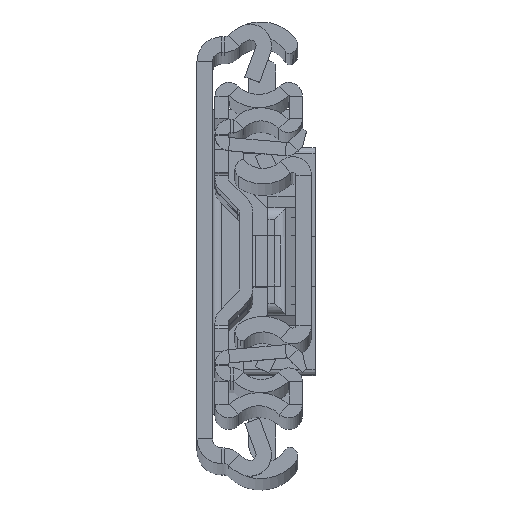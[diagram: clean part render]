
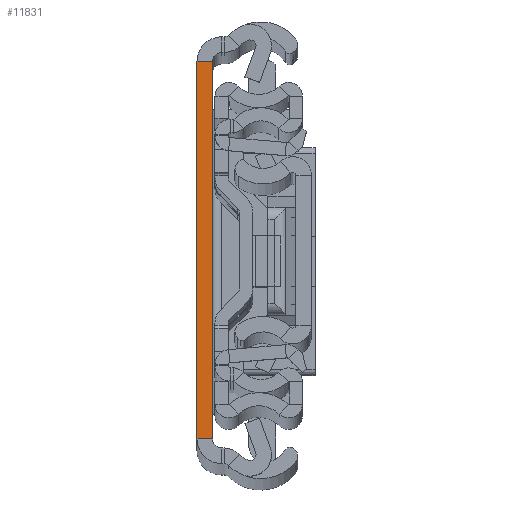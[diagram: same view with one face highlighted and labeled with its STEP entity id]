
A CAD part, top view. The second image highlights one B-rep face of the part: STEP entity #11831.
In plain terms, the highlighted planar face has unit normal (0, 0, 1).
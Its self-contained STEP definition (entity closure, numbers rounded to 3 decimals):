
#800 = DIRECTION ( 'NONE',  ( 0., 1., 0. ) ) ;
#822 = CARTESIAN_POINT ( 'NONE',  ( 2.6, -31.5, 0. ) ) ;
#1247 = PLANE ( 'NONE',  #17511 ) ;
#1529 = ORIENTED_EDGE ( 'NONE', *, *, #3088, .F. ) ;
#2369 = CARTESIAN_POINT ( 'NONE',  ( 2.6, 31.5, 0. ) ) ;
#2392 = LINE ( 'NONE', #5118, #9060 ) ;
#2606 = DIRECTION ( 'NONE',  ( 0., 0., -1. ) ) ;
#2830 = DIRECTION ( 'NONE',  ( 1., 0., 0. ) ) ;
#3088 = EDGE_CURVE ( 'NONE', #4950, #13544, #2392, .T. ) ;
#3403 = VECTOR ( 'NONE', #2830, 1000. ) ;
#3704 = CARTESIAN_POINT ( 'NONE',  ( 2.6, -31.5, 0. ) ) ;
#4089 = CARTESIAN_POINT ( 'NONE',  ( 2.6, -31.5, 0. ) ) ;
#4950 = VERTEX_POINT ( 'NONE', #8219 ) ;
#5118 = CARTESIAN_POINT ( 'NONE',  ( 0., -31.5, 0. ) ) ;
#6112 = EDGE_LOOP ( 'NONE', ( #8818, #1529, #12724, #15868 ) ) ;
#6189 = EDGE_CURVE ( 'NONE', #11080, #12988, #9040, .T. ) ;
#6510 = VECTOR ( 'NONE', #7871, 1000. ) ;
#6769 = DIRECTION ( 'NONE',  ( 0., 1., 0. ) ) ;
#7871 = DIRECTION ( 'NONE',  ( 1., 0., 0. ) ) ;
#8146 = EDGE_CURVE ( 'NONE', #13544, #12988, #9712, .T. ) ;
#8219 = CARTESIAN_POINT ( 'NONE',  ( 0., -31.5, 0. ) ) ;
#8275 = CARTESIAN_POINT ( 'NONE',  ( 2.6, 31.5, 0. ) ) ;
#8818 = ORIENTED_EDGE ( 'NONE', *, *, #8146, .F. ) ;
#9040 = LINE ( 'NONE', #10479, #10226 ) ;
#9060 = VECTOR ( 'NONE', #13665, 1000. ) ;
#9712 = LINE ( 'NONE', #8275, #3403 ) ;
#10226 = VECTOR ( 'NONE', #800, 1000. ) ;
#10479 = CARTESIAN_POINT ( 'NONE',  ( 2.6, -31.5, 0. ) ) ;
#11080 = VERTEX_POINT ( 'NONE', #4089 ) ;
#11831 = ADVANCED_FACE ( 'NONE', ( #13607 ), #1247, .F. ) ;
#12724 = ORIENTED_EDGE ( 'NONE', *, *, #16232, .T. ) ;
#12988 = VERTEX_POINT ( 'NONE', #2369 ) ;
#13544 = VERTEX_POINT ( 'NONE', #16509 ) ;
#13607 = FACE_OUTER_BOUND ( 'NONE', #6112, .T. ) ;
#13665 = DIRECTION ( 'NONE',  ( 0., 1., 0. ) ) ;
#15868 = ORIENTED_EDGE ( 'NONE', *, *, #6189, .T. ) ;
#15976 = LINE ( 'NONE', #822, #6510 ) ;
#16232 = EDGE_CURVE ( 'NONE', #4950, #11080, #15976, .T. ) ;
#16509 = CARTESIAN_POINT ( 'NONE',  ( 0., 31.5, 0. ) ) ;
#17511 = AXIS2_PLACEMENT_3D ( 'NONE', #3704, #2606, #6769 ) ;
